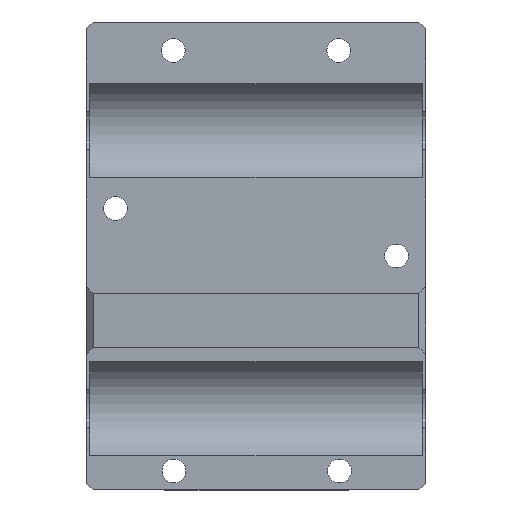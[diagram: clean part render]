
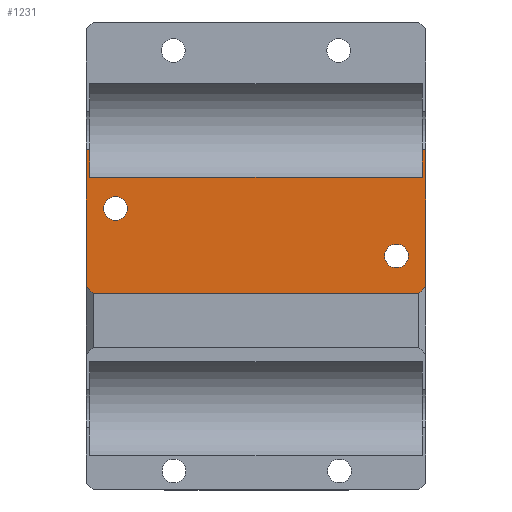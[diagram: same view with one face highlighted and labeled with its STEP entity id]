
A CAD part, front view. The second image highlights one B-rep face of the part: STEP entity #1231.
In plain terms, the highlighted planar face has unit normal (0, -1, 0).
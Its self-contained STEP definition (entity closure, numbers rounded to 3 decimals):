
#64=FACE_BOUND('',#196,.T.);
#65=FACE_BOUND('',#197,.T.);
#76=CIRCLE('',#1314,1.75);
#77=CIRCLE('',#1315,1.75);
#127=FACE_OUTER_BOUND('',#195,.T.);
#195=EDGE_LOOP('',(#839,#840,#841,#842,#843,#844,#845,#846,#847,#848));
#196=EDGE_LOOP('',(#849));
#197=EDGE_LOOP('',(#850));
#270=LINE('',#1790,#388);
#286=LINE('',#1822,#404);
#288=LINE('',#1826,#406);
#289=LINE('',#1828,#407);
#290=LINE('',#1830,#408);
#291=LINE('',#1832,#409);
#292=LINE('',#1834,#410);
#293=LINE('',#1836,#411);
#294=LINE('',#1838,#412);
#295=LINE('',#1839,#413);
#388=VECTOR('',#1431,10.);
#404=VECTOR('',#1457,10.);
#406=VECTOR('',#1461,10.);
#407=VECTOR('',#1462,10.);
#408=VECTOR('',#1463,10.);
#409=VECTOR('',#1464,10.);
#410=VECTOR('',#1465,10.);
#411=VECTOR('',#1466,10.);
#412=VECTOR('',#1467,10.);
#413=VECTOR('',#1468,10.);
#506=VERTEX_POINT('',#1787);
#507=VERTEX_POINT('',#1789);
#518=VERTEX_POINT('',#1821);
#519=VERTEX_POINT('',#1825);
#520=VERTEX_POINT('',#1827);
#521=VERTEX_POINT('',#1829);
#522=VERTEX_POINT('',#1831);
#523=VERTEX_POINT('',#1833);
#524=VERTEX_POINT('',#1835);
#525=VERTEX_POINT('',#1837);
#526=VERTEX_POINT('',#1840);
#527=VERTEX_POINT('',#1842);
#626=EDGE_CURVE('',#506,#507,#270,.T.);
#642=EDGE_CURVE('',#518,#507,#286,.T.);
#644=EDGE_CURVE('',#506,#519,#288,.T.);
#645=EDGE_CURVE('',#519,#520,#289,.T.);
#646=EDGE_CURVE('',#520,#521,#290,.T.);
#647=EDGE_CURVE('',#521,#522,#291,.T.);
#648=EDGE_CURVE('',#522,#523,#292,.T.);
#649=EDGE_CURVE('',#523,#524,#293,.T.);
#650=EDGE_CURVE('',#524,#525,#294,.T.);
#651=EDGE_CURVE('',#518,#525,#295,.T.);
#652=EDGE_CURVE('',#526,#526,#76,.T.);
#653=EDGE_CURVE('',#527,#527,#77,.T.);
#839=ORIENTED_EDGE('',*,*,#626,.F.);
#840=ORIENTED_EDGE('',*,*,#644,.T.);
#841=ORIENTED_EDGE('',*,*,#645,.T.);
#842=ORIENTED_EDGE('',*,*,#646,.T.);
#843=ORIENTED_EDGE('',*,*,#647,.T.);
#844=ORIENTED_EDGE('',*,*,#648,.T.);
#845=ORIENTED_EDGE('',*,*,#649,.T.);
#846=ORIENTED_EDGE('',*,*,#650,.T.);
#847=ORIENTED_EDGE('',*,*,#651,.F.);
#848=ORIENTED_EDGE('',*,*,#642,.T.);
#849=ORIENTED_EDGE('',*,*,#652,.T.);
#850=ORIENTED_EDGE('',*,*,#653,.T.);
#1189=PLANE('',#1313);
#1231=ADVANCED_FACE('',(#127,#64,#65),#1189,.F.);
#1313=AXIS2_PLACEMENT_3D('',#1824,#1459,#1460);
#1314=AXIS2_PLACEMENT_3D('',#1841,#1469,#1470);
#1315=AXIS2_PLACEMENT_3D('',#1843,#1471,#1472);
#1431=DIRECTION('',(-0.707,0.,-0.707));
#1457=DIRECTION('',(1.,0.,0.));
#1459=DIRECTION('center_axis',(0.,1.,0.));
#1460=DIRECTION('ref_axis',(1.,0.,0.));
#1461=DIRECTION('',(0.,0.,1.));
#1462=DIRECTION('',(-1.,0.,0.));
#1463=DIRECTION('',(0.,0.,-1.));
#1464=DIRECTION('',(-1.,0.,0.));
#1465=DIRECTION('',(0.,0.,1.));
#1466=DIRECTION('',(-1.,0.,0.));
#1467=DIRECTION('',(0.,0.,-1.));
#1468=DIRECTION('',(-0.707,0.,0.707));
#1469=DIRECTION('center_axis',(0.,1.,0.));
#1470=DIRECTION('ref_axis',(-1.,0.,0.));
#1471=DIRECTION('center_axis',(0.,1.,0.));
#1472=DIRECTION('ref_axis',(-1.,0.,0.));
#1787=CARTESIAN_POINT('',(24.5,1.5,35.));
#1789=CARTESIAN_POINT('',(23.5,1.5,34.));
#1790=CARTESIAN_POINT('',(19.125,1.5,29.625));
#1821=CARTESIAN_POINT('',(-24.5,1.5,34.));
#1822=CARTESIAN_POINT('',(-12.5,1.5,34.));
#1824=CARTESIAN_POINT('Origin',(-0.5,1.5,39.5));
#1825=CARTESIAN_POINT('',(24.5,1.5,55.172));
#1826=CARTESIAN_POINT('',(24.5,1.5,5.));
#1827=CARTESIAN_POINT('',(24.,1.5,55.172));
#1828=CARTESIAN_POINT('',(-25.,1.5,55.172));
#1829=CARTESIAN_POINT('',(24.,1.5,51.085));
#1830=CARTESIAN_POINT('',(24.,1.5,38.5));
#1831=CARTESIAN_POINT('',(-25.,1.5,51.085));
#1832=CARTESIAN_POINT('',(-25.,1.5,51.085));
#1833=CARTESIAN_POINT('',(-25.,1.5,55.172));
#1834=CARTESIAN_POINT('',(-25.,1.5,38.5));
#1835=CARTESIAN_POINT('',(-25.5,1.5,55.172));
#1836=CARTESIAN_POINT('',(-25.,1.5,55.172));
#1837=CARTESIAN_POINT('',(-25.5,1.5,35.));
#1838=CARTESIAN_POINT('',(-25.5,1.5,74.));
#1839=CARTESIAN_POINT('',(-20.125,1.5,29.625));
#1840=CARTESIAN_POINT('',(-19.45,1.5,46.5));
#1841=CARTESIAN_POINT('Origin',(-21.2,1.5,46.5));
#1842=CARTESIAN_POINT('',(21.95,1.5,39.5));
#1843=CARTESIAN_POINT('Origin',(20.2,1.5,39.5));
